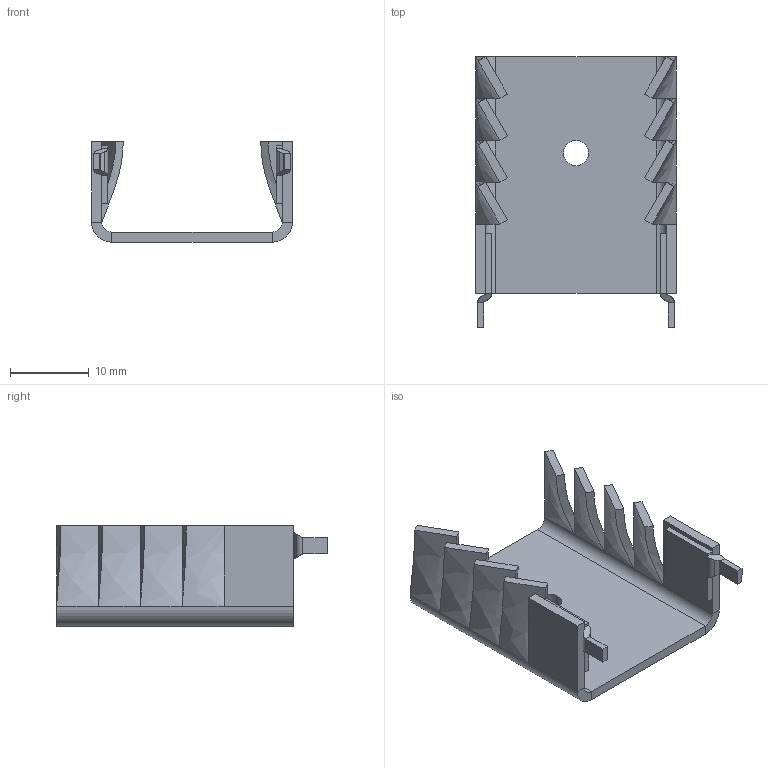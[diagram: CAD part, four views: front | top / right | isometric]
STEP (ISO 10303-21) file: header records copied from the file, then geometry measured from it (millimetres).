
FILE_DESCRIPTION (( 'STEP AP214' ), '1' );
FILE_NAME ('F0E1E56E-809E-4A21-82D9-C55532C50624.STEP', '2023-05-10T09:05:48', ( '' ), ( '' ), 'SwSTEP 2.0', 'SolidWorks 2022', '' );
FILE_SCHEMA (( 'AUTOMOTIVE_DESIGN' ));
Length unit declared in the file: inch
Products named in the file (1): F0E1E56E-809E-4A21-82D9-C55532C50624
Bounding box: 25.4 x 34.29 x 12.7 mm (x, y, z)
Volume: 1811.8 mm3; surface area: 3509.4 mm2
Topology: 3 solids, 3 shells, 106 faces, 278 edges, 166 vertices
Faces by surface type: plane 60, bspline 32, cylinder 14
Entity records: 3912 total; most frequent: CARTESIAN_POINT 1346, ORIENTED_EDGE 556, DIRECTION 347, EDGE_CURVE 278, LINE 173, VECTOR 173, VERTEX_POINT 166, EDGE_LOOP 108
